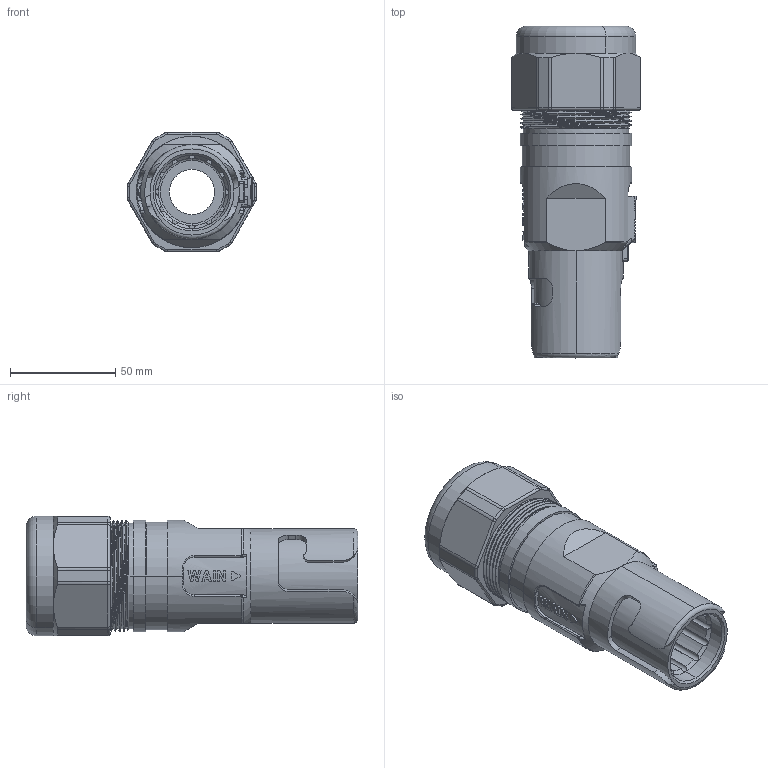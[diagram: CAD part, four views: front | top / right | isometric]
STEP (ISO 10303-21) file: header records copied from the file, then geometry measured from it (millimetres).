
FILE_DESCRIPTION((''),'2;1');
FILE_NAME('HC1000-MC_SW0001','2020-09-17T',('gy.ye'),(''),'PRO/ENGINEER BY PARAMETRIC TECHNOLOGY CORPORATION, 2012480','PRO/ENGINEER BY PARAMETRIC TECHNOLOGY CORPORATION, 2012480','');
FILE_SCHEMA(('CONFIG_CONTROL_DESIGN'));
Length unit declared in the file: inch
Products named in the file (1): HC1000-MC_SW0001
Bounding box: 61.82 x 158 x 57 mm (x, y, z)
Volume: 180316.1 mm3; surface area: 49153.5 mm2
Topology: 1 solids, 1 shells, 478 faces, 1314 edges, 862 vertices
Faces by surface type: plane 250, cylinder 121, bspline 32, torus 29, extrusion 28, cone 18
Entity records: 22329 total; most frequent: CARTESIAN_POINT 8498, ORIENTED_EDGE 2628, DIRECTION 2180, EDGE_CURVE 1314, VERTEX_POINT 862, VECTOR 754, LINE 726, AXIS2_PLACEMENT_3D 713
